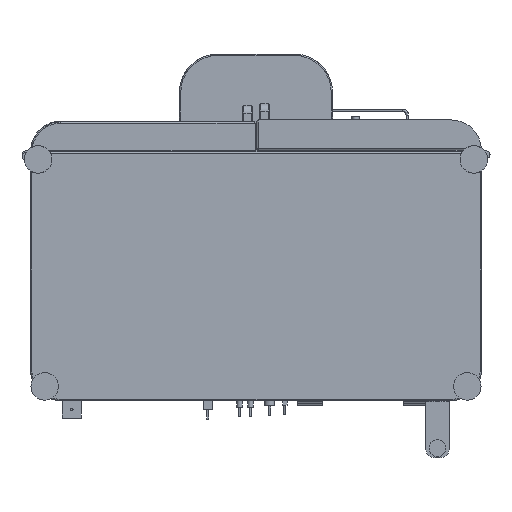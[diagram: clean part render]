
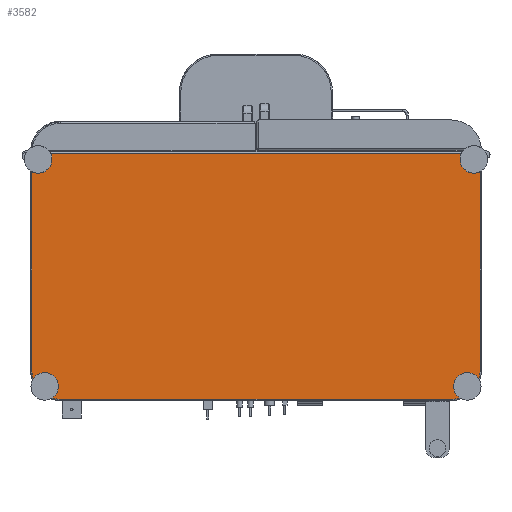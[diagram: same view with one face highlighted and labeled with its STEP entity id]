
A CAD part, front view. The second image highlights one B-rep face of the part: STEP entity #3582.
In plain terms, the highlighted planar face has unit normal (0, -1, 0).
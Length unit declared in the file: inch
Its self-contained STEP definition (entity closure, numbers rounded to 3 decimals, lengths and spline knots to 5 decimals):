
#1=CARTESIAN_POINT('',(-22.778,0.,-0.785));
#2=DIRECTION('',(0.,-1.,0.));
#3=DIRECTION('',(1.,0.,0.));
#4=AXIS2_PLACEMENT_3D('',#1,#2,#3);
#6=DIRECTION('',(-1.,0.,0.));
#7=VECTOR('',#6,43.00241);
#8=CARTESIAN_POINT('',(21.50121,0.,-0.13));
#9=LINE('',#8,#7);
#10=CARTESIAN_POINT('',(22.778,0.,-0.785));
#11=DIRECTION('',(0.,-1.,0.));
#12=DIRECTION('',(-0.89,0.,0.456));
#13=AXIS2_PLACEMENT_3D('',#10,#11,#12);
#15=CARTESIAN_POINT('',(22.778,0.,-0.785));
#16=DIRECTION('',(0.,-1.,0.));
#17=DIRECTION('',(-1.,0.,0.));
#18=AXIS2_PLACEMENT_3D('',#15,#16,#17);
#20=DIRECTION('',(0.,0.,1.));
#21=VECTOR('',#20,20.77251);
#22=CARTESIAN_POINT('',(23.433,0.,-22.8343));
#23=LINE('',#22,#21);
#24=CARTESIAN_POINT('',(20.413,0.,-22.8343));
#25=DIRECTION('',(0.,-1.,0.));
#26=DIRECTION('',(0.955,0.,-0.297));
#27=AXIS2_PLACEMENT_3D('',#24,#25,#26);
#29=CARTESIAN_POINT('',(22.093,0.,-24.5143));
#30=DIRECTION('',(0.,-1.,0.));
#31=DIRECTION('',(0.839,0.,0.545));
#32=AXIS2_PLACEMENT_3D('',#29,#30,#31);
#34=CARTESIAN_POINT('',(22.093,0.,-24.5143));
#35=DIRECTION('',(0.,-1.,0.));
#36=DIRECTION('',(-1.,0.,0.));
#37=AXIS2_PLACEMENT_3D('',#34,#35,#36);
#39=CARTESIAN_POINT('',(20.413,0.,-22.8343));
#40=DIRECTION('',(0.,-1.,0.));
#41=DIRECTION('',(0.,0.,-1.));
#42=AXIS2_PLACEMENT_3D('',#39,#40,#41);
#44=DIRECTION('',(1.,0.,0.));
#45=VECTOR('',#44,40.826);
#46=CARTESIAN_POINT('',(-20.413,0.,-25.8543));
#47=LINE('',#46,#45);
#48=CARTESIAN_POINT('',(-20.413,0.,-22.8343));
#49=DIRECTION('',(0.,-1.,0.));
#50=DIRECTION('',(-0.297,0.,-0.955));
#51=AXIS2_PLACEMENT_3D('',#48,#49,#50);
#53=CARTESIAN_POINT('',(-22.093,0.,-24.5143));
#54=DIRECTION('',(0.,-1.,0.));
#55=DIRECTION('',(0.545,0.,-0.839));
#56=AXIS2_PLACEMENT_3D('',#53,#54,#55);
#58=CARTESIAN_POINT('',(-22.093,0.,-24.5143));
#59=DIRECTION('',(0.,-1.,0.));
#60=DIRECTION('',(1.,0.,0.));
#61=AXIS2_PLACEMENT_3D('',#58,#59,#60);
#63=CARTESIAN_POINT('',(-20.413,0.,-22.8343));
#64=DIRECTION('',(0.,-1.,0.));
#65=DIRECTION('',(-1.,0.,0.));
#66=AXIS2_PLACEMENT_3D('',#63,#64,#65);
#68=DIRECTION('',(0.,0.,-1.));
#69=VECTOR('',#68,20.77251);
#70=CARTESIAN_POINT('',(-23.433,0.,-2.06179));
#71=LINE('',#70,#69);
#72=CARTESIAN_POINT('',(-22.778,0.,-0.785));
#73=DIRECTION('',(0.,-1.,0.));
#74=DIRECTION('',(-0.456,0.,-0.89));
#75=AXIS2_PLACEMENT_3D('',#72,#73,#74);
#3307=CARTESIAN_POINT('',(-20.413,0.,-25.8543));
#3308=CARTESIAN_POINT('',(20.413,0.,-25.8543));
#3309=VERTEX_POINT('',#3307);
#3310=VERTEX_POINT('',#3308);
#3479=CARTESIAN_POINT('',(23.433,0.,-22.8343));
#3480=VERTEX_POINT('',#3479);
#3481=CARTESIAN_POINT('',(-23.433,0.,-22.8343));
#3482=VERTEX_POINT('',#3481);
#3507=CARTESIAN_POINT('',(-21.343,0.,-0.785));
#3508=CARTESIAN_POINT('',(-21.50121,0.,-0.13));
#3509=VERTEX_POINT('',#3507);
#3510=VERTEX_POINT('',#3508);
#3511=CARTESIAN_POINT('',(-23.433,0.,-2.06179));
#3512=VERTEX_POINT('',#3511);
#3513=CARTESIAN_POINT('',(21.50121,0.,-0.13));
#3514=CARTESIAN_POINT('',(21.343,0.,-0.785));
#3515=VERTEX_POINT('',#3513);
#3516=VERTEX_POINT('',#3514);
#3517=CARTESIAN_POINT('',(23.433,0.,-2.06179));
#3518=VERTEX_POINT('',#3517);
#3519=CARTESIAN_POINT('',(-20.658,0.,-24.5143));
#3520=CARTESIAN_POINT('',(-23.29634,0.,-23.7325));
#3521=VERTEX_POINT('',#3519);
#3522=VERTEX_POINT('',#3520);
#3523=CARTESIAN_POINT('',(-21.3112,0.,-25.71764));
#3524=VERTEX_POINT('',#3523);
#3525=CARTESIAN_POINT('',(23.29634,0.,-23.7325));
#3526=CARTESIAN_POINT('',(20.658,0.,-24.5143));
#3527=VERTEX_POINT('',#3525);
#3528=VERTEX_POINT('',#3526);
#3529=CARTESIAN_POINT('',(21.3112,0.,-25.71764));
#3530=VERTEX_POINT('',#3529);
#3543=CARTESIAN_POINT('',(0.,0.,0.));
#3544=DIRECTION('',(0.,1.,0.));
#3545=DIRECTION('',(1.,0.,0.));
#3546=AXIS2_PLACEMENT_3D('',#3543,#3544,#3545);
#3547=PLANE('',#3546);
#3549=ORIENTED_EDGE('',*,*,#3548,.T.);
#3551=ORIENTED_EDGE('',*,*,#3550,.F.);
#3553=ORIENTED_EDGE('',*,*,#3552,.T.);
#3555=ORIENTED_EDGE('',*,*,#3554,.T.);
#3557=ORIENTED_EDGE('',*,*,#3556,.F.);
#3559=ORIENTED_EDGE('',*,*,#3558,.F.);
#3561=ORIENTED_EDGE('',*,*,#3560,.T.);
#3563=ORIENTED_EDGE('',*,*,#3562,.T.);
#3565=ORIENTED_EDGE('',*,*,#3564,.F.);
#3567=ORIENTED_EDGE('',*,*,#3566,.F.);
#3569=ORIENTED_EDGE('',*,*,#3568,.F.);
#3571=ORIENTED_EDGE('',*,*,#3570,.T.);
#3573=ORIENTED_EDGE('',*,*,#3572,.T.);
#3575=ORIENTED_EDGE('',*,*,#3574,.F.);
#3577=ORIENTED_EDGE('',*,*,#3576,.F.);
#3579=ORIENTED_EDGE('',*,*,#3578,.T.);
#3580=EDGE_LOOP('',(#3549,#3551,#3553,#3555,#3557,#3559,#3561,#3563,#3565,#3567,
#3569,#3571,#3573,#3575,#3577,#3579));
#3581=FACE_OUTER_BOUND('',#3580,.F.);
#3582=ADVANCED_FACE('',(#3581),#3547,.F.);
#5=CIRCLE('',#4,1.435);
#14=CIRCLE('',#13,1.435);
#19=CIRCLE('',#18,1.435);
#28=CIRCLE('',#27,3.02);
#33=CIRCLE('',#32,1.435);
#38=CIRCLE('',#37,1.435);
#43=CIRCLE('',#42,3.02);
#52=CIRCLE('',#51,3.02);
#57=CIRCLE('',#56,1.435);
#62=CIRCLE('',#61,1.435);
#67=CIRCLE('',#66,3.02);
#76=CIRCLE('',#75,1.435);
#3548=EDGE_CURVE('',#3509,#3510,#5,.T.);
#3550=EDGE_CURVE('',#3515,#3510,#9,.T.);
#3552=EDGE_CURVE('',#3515,#3516,#14,.T.);
#3554=EDGE_CURVE('',#3516,#3518,#19,.T.);
#3556=EDGE_CURVE('',#3480,#3518,#23,.T.);
#3558=EDGE_CURVE('',#3527,#3480,#28,.T.);
#3560=EDGE_CURVE('',#3527,#3528,#33,.T.);
#3562=EDGE_CURVE('',#3528,#3530,#38,.T.);
#3564=EDGE_CURVE('',#3310,#3530,#43,.T.);
#3566=EDGE_CURVE('',#3309,#3310,#47,.T.);
#3568=EDGE_CURVE('',#3524,#3309,#52,.T.);
#3570=EDGE_CURVE('',#3524,#3521,#57,.T.);
#3572=EDGE_CURVE('',#3521,#3522,#62,.T.);
#3574=EDGE_CURVE('',#3482,#3522,#67,.T.);
#3576=EDGE_CURVE('',#3512,#3482,#71,.T.);
#3578=EDGE_CURVE('',#3512,#3509,#76,.T.);
